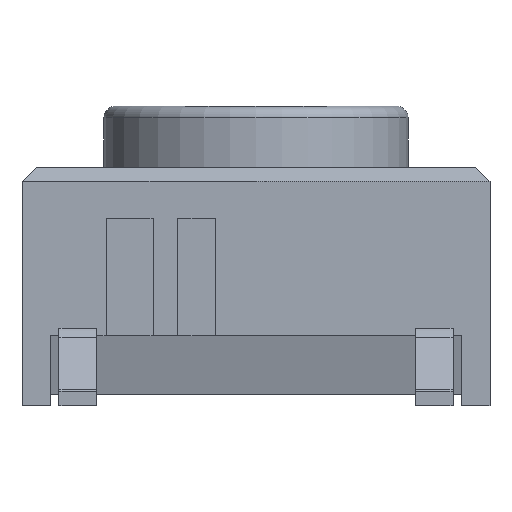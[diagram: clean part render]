
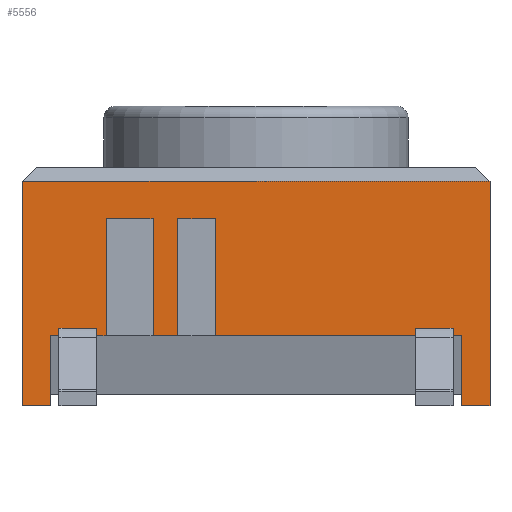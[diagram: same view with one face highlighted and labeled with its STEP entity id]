
A CAD part, left-side view. The second image highlights one B-rep face of the part: STEP entity #5556.
In plain terms, the highlighted planar face has unit normal (-1, 0, 0).
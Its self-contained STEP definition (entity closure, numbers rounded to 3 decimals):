
#3499=CARTESIAN_POINT('',(-5.,-3.41,1.66));
#3500=VERTEX_POINT('',#3499);
#3501=CARTESIAN_POINT('',(-5.,-4.21,1.66));
#3502=VERTEX_POINT('',#3501);
#3503=CARTESIAN_POINT('',(-5.,-3.41,1.66));
#3504=DIRECTION('',(0.0,-1.0,0.0));
#3505=VECTOR('',#3504,0.8);
#3506=LINE('',#3503,#3505);
#3507=EDGE_CURVE('',#3500,#3502,#3506,.T.);
#3541=CARTESIAN_POINT('',(-5.,-3.41,1.5));
#3542=VERTEX_POINT('',#3541);
#3543=CARTESIAN_POINT('',(-5.,-3.41,1.5));
#3544=DIRECTION('',(0.0,0.0,1.0));
#3545=VECTOR('',#3544,0.16);
#3546=LINE('',#3543,#3545);
#3547=EDGE_CURVE('',#3542,#3500,#3546,.T.);
#3889=CARTESIAN_POINT('',(-5.,-4.21,1.5));
#3890=VERTEX_POINT('',#3889);
#3891=CARTESIAN_POINT('',(-5.,-4.21,1.66));
#3892=DIRECTION('',(0.0,0.0,-1.0));
#3893=VECTOR('',#3892,0.16);
#3894=LINE('',#3891,#3893);
#3895=EDGE_CURVE('',#3502,#3890,#3894,.T.);
#4365=CARTESIAN_POINT('',(-5.0,0.87,1.5));
#4366=VERTEX_POINT('',#4365);
#4367=CARTESIAN_POINT('',(-5.,0.87,1.5));
#4368=DIRECTION('',(0.0,-1.0,0.0));
#4369=VECTOR('',#4368,4.28);
#4370=LINE('',#4367,#4369);
#4371=EDGE_CURVE('',#4366,#3542,#4370,.T.);
#4389=CARTESIAN_POINT('',(-5.0,1.67,1.5));
#4390=VERTEX_POINT('',#4389);
#4397=CARTESIAN_POINT('',(-5.0,2.2,1.5));
#4398=VERTEX_POINT('',#4397);
#4399=CARTESIAN_POINT('',(-5.,2.2,1.5));
#4400=DIRECTION('',(0.0,-1.0,0.0));
#4401=VECTOR('',#4400,0.53);
#4402=LINE('',#4399,#4401);
#4403=EDGE_CURVE('',#4398,#4390,#4402,.T.);
#4421=CARTESIAN_POINT('',(-5.0,3.2,1.5));
#4422=VERTEX_POINT('',#4421);
#4429=CARTESIAN_POINT('',(-5.,3.41,1.5));
#4430=VERTEX_POINT('',#4429);
#4431=CARTESIAN_POINT('',(-5.,3.41,1.5));
#4432=DIRECTION('',(0.0,-1.0,0.0));
#4433=VECTOR('',#4432,0.21);
#4434=LINE('',#4431,#4433);
#4435=EDGE_CURVE('',#4430,#4422,#4434,.T.);
#4453=CARTESIAN_POINT('',(-5.,4.21,1.5));
#4454=VERTEX_POINT('',#4453);
#4461=CARTESIAN_POINT('',(-5.0,4.4,1.5));
#4462=VERTEX_POINT('',#4461);
#4463=CARTESIAN_POINT('',(-5.,4.4,1.5));
#4464=DIRECTION('',(0.0,-1.0,0.0));
#4465=VECTOR('',#4464,0.19);
#4466=LINE('',#4463,#4465);
#4467=EDGE_CURVE('',#4462,#4454,#4466,.T.);
#4485=CARTESIAN_POINT('',(-5.0,-4.4,1.5));
#4486=VERTEX_POINT('',#4485);
#4493=CARTESIAN_POINT('',(-5.,-4.21,1.5));
#4494=DIRECTION('',(0.0,-1.0,0.0));
#4495=VECTOR('',#4494,0.19);
#4496=LINE('',#4493,#4495);
#4497=EDGE_CURVE('',#3890,#4486,#4496,.T.);
#4775=CARTESIAN_POINT('',(-5.,4.21,1.66));
#4776=VERTEX_POINT('',#4775);
#4777=CARTESIAN_POINT('',(-5.,4.21,1.5));
#4778=DIRECTION('',(0.0,0.0,1.0));
#4779=VECTOR('',#4778,0.16);
#4780=LINE('',#4777,#4779);
#4781=EDGE_CURVE('',#4454,#4776,#4780,.T.);
#4866=CARTESIAN_POINT('',(-5.,3.41,1.66));
#4867=VERTEX_POINT('',#4866);
#4868=CARTESIAN_POINT('',(-5.,3.41,1.66));
#4869=DIRECTION('',(0.0,0.0,-1.0));
#4870=VECTOR('',#4869,0.16);
#4871=LINE('',#4868,#4870);
#4872=EDGE_CURVE('',#4867,#4430,#4871,.T.);
#4957=CARTESIAN_POINT('',(-5.,4.21,1.66));
#4958=DIRECTION('',(0.0,-1.0,0.0));
#4959=VECTOR('',#4958,0.8);
#4960=LINE('',#4957,#4959);
#4961=EDGE_CURVE('',#4776,#4867,#4960,.T.);
#5440=CARTESIAN_POINT('',(-5.,-5.,0.0));
#5441=DIRECTION('',(-1.0,0.0,0.0));
#5442=DIRECTION('',(0.0,0.0,1.0));
#5443=AXIS2_PLACEMENT_3D('',#5440,#5441,#5442);
#5444=PLANE('',#5443);
#5445=ORIENTED_EDGE('',*,*,#3895,.T.);
#5446=ORIENTED_EDGE('',*,*,#4497,.T.);
#5447=CARTESIAN_POINT('',(-5.,-4.4,0.));
#5448=VERTEX_POINT('',#5447);
#5449=CARTESIAN_POINT('',(-5.,-4.4,1.5));
#5450=DIRECTION('',(0.0,0.0,-1.0));
#5451=VECTOR('',#5450,1.5);
#5452=LINE('',#5449,#5451);
#5453=EDGE_CURVE('',#4486,#5448,#5452,.T.);
#5454=ORIENTED_EDGE('',*,*,#5453,.T.);
#5455=CARTESIAN_POINT('',(-5.,-5.,0.0));
#5456=VERTEX_POINT('',#5455);
#5457=CARTESIAN_POINT('',(-5.,-5.,0.0));
#5458=DIRECTION('',(0.0,1.0,0.0));
#5459=VECTOR('',#5458,0.6);
#5460=LINE('',#5457,#5459);
#5461=EDGE_CURVE('',#5456,#5448,#5460,.T.);
#5462=ORIENTED_EDGE('',*,*,#5461,.F.);
#5463=CARTESIAN_POINT('',(-5.,-5.,4.8));
#5464=VERTEX_POINT('',#5463);
#5465=CARTESIAN_POINT('',(-5.,-5.,0.0));
#5466=DIRECTION('',(0.0,0.0,1.0));
#5467=VECTOR('',#5466,4.8);
#5468=LINE('',#5465,#5467);
#5469=EDGE_CURVE('',#5456,#5464,#5468,.T.);
#5470=ORIENTED_EDGE('',*,*,#5469,.T.);
#5471=CARTESIAN_POINT('',(-5.,5.,4.8));
#5472=VERTEX_POINT('',#5471);
#5473=CARTESIAN_POINT('',(-5.,5.,4.8));
#5474=DIRECTION('',(0.0,-1.0,0.0));
#5475=VECTOR('',#5474,10.);
#5476=LINE('',#5473,#5475);
#5477=EDGE_CURVE('',#5472,#5464,#5476,.T.);
#5478=ORIENTED_EDGE('',*,*,#5477,.F.);
#5479=CARTESIAN_POINT('',(-5.,5.,0.0));
#5480=VERTEX_POINT('',#5479);
#5481=CARTESIAN_POINT('',(-5.,5.,0.0));
#5482=DIRECTION('',(0.0,0.0,1.0));
#5483=VECTOR('',#5482,4.8);
#5484=LINE('',#5481,#5483);
#5485=EDGE_CURVE('',#5480,#5472,#5484,.T.);
#5486=ORIENTED_EDGE('',*,*,#5485,.F.);
#5487=CARTESIAN_POINT('',(-5.,4.4,0.));
#5488=VERTEX_POINT('',#5487);
#5489=CARTESIAN_POINT('',(-5.,4.4,0.0));
#5490=DIRECTION('',(0.0,1.0,0.0));
#5491=VECTOR('',#5490,0.6);
#5492=LINE('',#5489,#5491);
#5493=EDGE_CURVE('',#5488,#5480,#5492,.T.);
#5494=ORIENTED_EDGE('',*,*,#5493,.F.);
#5495=CARTESIAN_POINT('',(-5.,4.4,0.));
#5496=DIRECTION('',(0.0,0.0,1.0));
#5497=VECTOR('',#5496,1.5);
#5498=LINE('',#5495,#5497);
#5499=EDGE_CURVE('',#5488,#4462,#5498,.T.);
#5500=ORIENTED_EDGE('',*,*,#5499,.T.);
#5501=ORIENTED_EDGE('',*,*,#4467,.T.);
#5502=ORIENTED_EDGE('',*,*,#4781,.T.);
#5503=ORIENTED_EDGE('',*,*,#4961,.T.);
#5504=ORIENTED_EDGE('',*,*,#4872,.T.);
#5505=ORIENTED_EDGE('',*,*,#4435,.T.);
#5506=CARTESIAN_POINT('',(-5.,3.2,4.));
#5507=VERTEX_POINT('',#5506);
#5508=CARTESIAN_POINT('',(-5.,3.2,1.5));
#5509=DIRECTION('',(0.0,0.0,1.0));
#5510=VECTOR('',#5509,2.5);
#5511=LINE('',#5508,#5510);
#5512=EDGE_CURVE('',#4422,#5507,#5511,.T.);
#5513=ORIENTED_EDGE('',*,*,#5512,.T.);
#5514=CARTESIAN_POINT('',(-5.,2.2,4.));
#5515=VERTEX_POINT('',#5514);
#5516=CARTESIAN_POINT('',(-5.0,2.2,4.));
#5517=DIRECTION('',(0.0,1.0,0.0));
#5518=VECTOR('',#5517,1.0);
#5519=LINE('',#5516,#5518);
#5520=EDGE_CURVE('',#5515,#5507,#5519,.T.);
#5521=ORIENTED_EDGE('',*,*,#5520,.F.);
#5522=CARTESIAN_POINT('',(-5.,2.2,4.));
#5523=DIRECTION('',(0.0,0.0,-1.0));
#5524=VECTOR('',#5523,2.5);
#5525=LINE('',#5522,#5524);
#5526=EDGE_CURVE('',#5515,#4398,#5525,.T.);
#5527=ORIENTED_EDGE('',*,*,#5526,.T.);
#5528=ORIENTED_EDGE('',*,*,#4403,.T.);
#5529=CARTESIAN_POINT('',(-5.,1.67,4.));
#5530=VERTEX_POINT('',#5529);
#5531=CARTESIAN_POINT('',(-5.,1.67,1.5));
#5532=DIRECTION('',(0.0,0.0,1.0));
#5533=VECTOR('',#5532,2.5);
#5534=LINE('',#5531,#5533);
#5535=EDGE_CURVE('',#4390,#5530,#5534,.T.);
#5536=ORIENTED_EDGE('',*,*,#5535,.T.);
#5537=CARTESIAN_POINT('',(-5.0,0.87,4.));
#5538=VERTEX_POINT('',#5537);
#5539=CARTESIAN_POINT('',(-5.0,0.87,4.));
#5540=DIRECTION('',(0.0,1.0,0.0));
#5541=VECTOR('',#5540,0.8);
#5542=LINE('',#5539,#5541);
#5543=EDGE_CURVE('',#5538,#5530,#5542,.T.);
#5544=ORIENTED_EDGE('',*,*,#5543,.F.);
#5545=CARTESIAN_POINT('',(-5.,0.87,4.));
#5546=DIRECTION('',(0.0,0.0,-1.0));
#5547=VECTOR('',#5546,2.5);
#5548=LINE('',#5545,#5547);
#5549=EDGE_CURVE('',#5538,#4366,#5548,.T.);
#5550=ORIENTED_EDGE('',*,*,#5549,.T.);
#5551=ORIENTED_EDGE('',*,*,#4371,.T.);
#5552=ORIENTED_EDGE('',*,*,#3547,.T.);
#5553=ORIENTED_EDGE('',*,*,#3507,.T.);
#5554=EDGE_LOOP('',(#5445,#5446,#5454,#5462,#5470,#5478,#5486,#5494,#5500,#5501,#5502,#5503,#5504,#5505,#5513,#5521,#5527,#5528,#5536,#5544,#5550,#5551,#5552,#5553));
#5555=FACE_OUTER_BOUND('',#5554,.T.);
#5556=ADVANCED_FACE('',(#5555),#5444,.T.);
